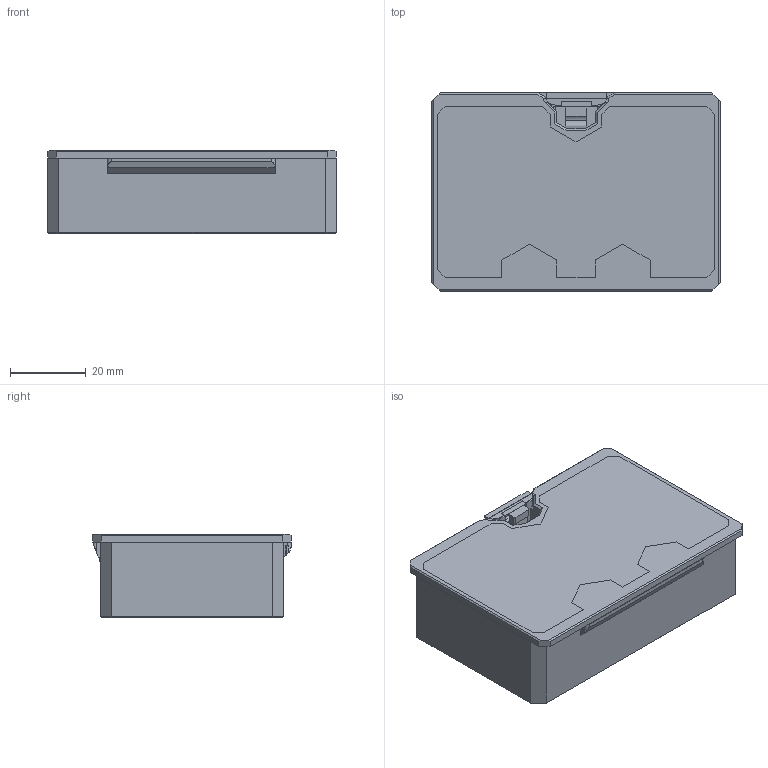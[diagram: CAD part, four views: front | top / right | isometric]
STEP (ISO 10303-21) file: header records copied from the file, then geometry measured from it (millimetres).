
FILE_DESCRIPTION(/* description */ (''),/* implementation_level */ '2;1');
FILE_NAME(/* name */ 'Desiccant Case Injection Molded.step',/* time_stamp */ '2025-10-03T11:12:28-04:00',/* author */ (''),/* organization */ (''),/* preprocessor_version */ 'ST-DEVELOPER v20.1',/* originating_system */ 'Autodesk Translation Framework v14.17.0.0',/* authorisation */ '');
FILE_SCHEMA (('AUTOMOTIVE_DESIGN { 1 0 10303 214 3 1 1 }'));
Length unit declared in the file: millimetre
Products named in the file (3): Desiccant Case; Lid; Case
Assembly tree (2 placements, depth 2):
  Desiccant Case
    Lid
    Case
Bounding box: 76.5 x 52.77 x 22 mm (x, y, z)
Volume: 30253.1 mm3; surface area: 33225.8 mm2
Topology: 4 solids, 4 shells, 312 faces, 833 edges, 535 vertices
Faces by surface type: plane 266, cylinder 34, cone 8, bspline 4
Entity records: 9743 total; most frequent: CARTESIAN_POINT 1867, ORIENTED_EDGE 1666, DIRECTION 1515, EDGE_CURVE 833, LINE 745, VECTOR 745, VERTEX_POINT 535, AXIS2_PLACEMENT_3D 385
